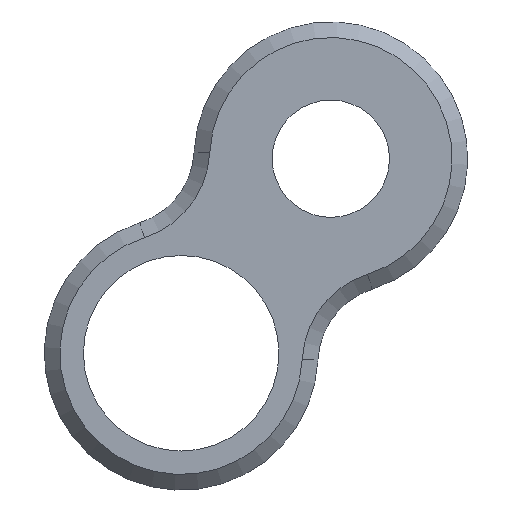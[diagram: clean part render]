
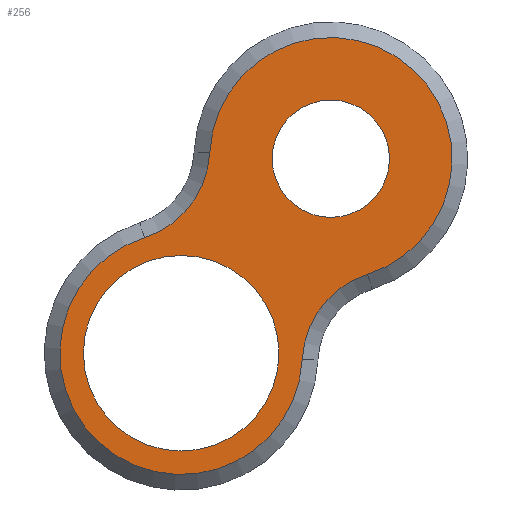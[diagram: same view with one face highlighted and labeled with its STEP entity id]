
A CAD part, front view. The second image highlights one B-rep face of the part: STEP entity #256.
In plain terms, the highlighted planar face has unit normal (0, -1, 0).
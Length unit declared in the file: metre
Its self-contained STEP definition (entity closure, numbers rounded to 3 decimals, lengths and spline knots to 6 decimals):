
#20=PLANE('',#295);
#31=CIRCLE('',#296,0.0075);
#32=CIRCLE('',#297,0.0125);
#33=CIRCLE('',#298,0.012);
#34=CIRCLE('',#299,0.0155);
#35=CIRCLE('',#300,0.012);
#36=CIRCLE('',#301,0.0155);
#61=ORIENTED_EDGE('',*,*,#125,.T.);
#62=ORIENTED_EDGE('',*,*,#126,.F.);
#63=ORIENTED_EDGE('',*,*,#127,.F.);
#64=ORIENTED_EDGE('',*,*,#128,.F.);
#65=ORIENTED_EDGE('',*,*,#129,.F.);
#66=ORIENTED_EDGE('',*,*,#130,.F.);
#125=EDGE_CURVE('',#155,#155,#31,.F.);
#126=EDGE_CURVE('',#156,#156,#32,.F.);
#127=EDGE_CURVE('',#157,#158,#33,.F.);
#128=EDGE_CURVE('',#159,#157,#34,.T.);
#129=EDGE_CURVE('',#160,#159,#35,.F.);
#130=EDGE_CURVE('',#158,#160,#36,.T.);
#155=VERTEX_POINT('',#444);
#156=VERTEX_POINT('',#446);
#157=VERTEX_POINT('',#448);
#158=VERTEX_POINT('',#449);
#159=VERTEX_POINT('',#451);
#160=VERTEX_POINT('',#453);
#197=EDGE_LOOP('',(#61));
#198=EDGE_LOOP('',(#62));
#199=EDGE_LOOP('',(#63,#64,#65,#66));
#223=FACE_BOUND('',#197,.T.);
#224=FACE_BOUND('',#198,.T.);
#225=FACE_BOUND('',#199,.T.);
#256=ADVANCED_FACE('',(#223,#224,#225),#20,.T.);
#295=AXIS2_PLACEMENT_3D('',#442,#353,#354);
#296=AXIS2_PLACEMENT_3D('',#443,#355,#356);
#297=AXIS2_PLACEMENT_3D('',#445,#357,#358);
#298=AXIS2_PLACEMENT_3D('',#447,#359,#360);
#299=AXIS2_PLACEMENT_3D('',#450,#361,#362);
#300=AXIS2_PLACEMENT_3D('',#452,#363,#364);
#301=AXIS2_PLACEMENT_3D('',#454,#365,#366);
#353=DIRECTION('',(0.,-1.,0.));
#354=DIRECTION('',(-1.,0.,0.));
#355=DIRECTION('',(0.,-1.,0.));
#356=DIRECTION('',(0.,0.,-1.));
#357=DIRECTION('',(0.,1.,0.));
#358=DIRECTION('',(0.,0.,1.));
#359=DIRECTION('',(0.,1.,0.));
#360=DIRECTION('',(0.,0.,1.));
#361=DIRECTION('',(0.,1.,0.));
#362=DIRECTION('',(0.,0.,1.));
#363=DIRECTION('',(0.,1.,0.));
#364=DIRECTION('',(0.,0.,1.));
#365=DIRECTION('',(0.,1.,0.));
#366=DIRECTION('',(0.,0.,1.));
#442=CARTESIAN_POINT('',(0.024331,0.021,0.17549));
#443=CARTESIAN_POINT('',(0.033897,0.021,0.187922));
#444=CARTESIAN_POINT('',(0.033897,0.021,0.180422));
#445=CARTESIAN_POINT('',(0.014766,0.021,0.163057));
#446=CARTESIAN_POINT('',(0.014766,0.021,0.175557));
#447=CARTESIAN_POINT('',(0.006429,0.021,0.189263));
#448=CARTESIAN_POINT('',(0.010067,0.021,0.177828));
#449=CARTESIAN_POINT('',(0.018415,0.021,0.188678));
#450=CARTESIAN_POINT('',(0.014766,0.021,0.163057));
#451=CARTESIAN_POINT('',(0.030247,0.021,0.162301));
#452=CARTESIAN_POINT('',(0.042233,0.021,0.161716));
#453=CARTESIAN_POINT('',(0.038595,0.021,0.173151));
#454=CARTESIAN_POINT('',(0.033897,0.021,0.187922));
